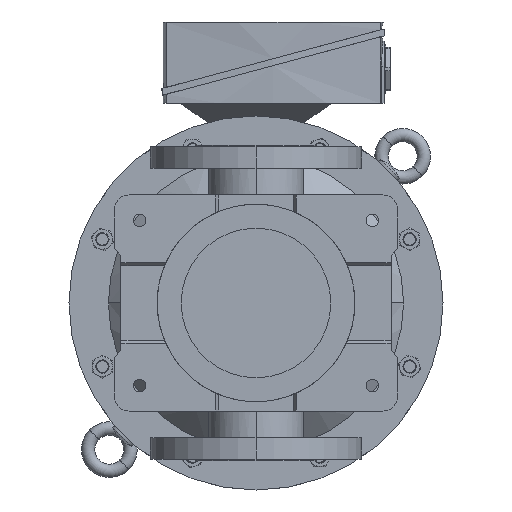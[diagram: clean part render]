
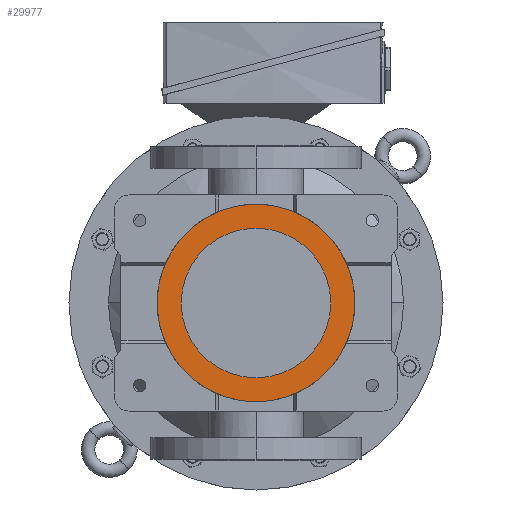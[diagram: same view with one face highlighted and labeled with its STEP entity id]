
A CAD part, front view. The second image highlights one B-rep face of the part: STEP entity #29977.
In plain terms, the highlighted planar face has unit normal (0, -1, 0).
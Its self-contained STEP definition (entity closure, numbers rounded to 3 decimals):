
#37 = EDGE_CURVE ( 'NONE', #13029, #64999, #34232, .T. ) ;
#3587 = VERTEX_POINT ( 'NONE', #24974 ) ;
#4452 = AXIS2_PLACEMENT_3D ( 'NONE', #33982, #65077, #50551 ) ;
#5306 = CIRCLE ( 'NONE', #22943, 90. ) ;
#7558 = ORIENTED_EDGE ( 'NONE', *, *, #17712, .T. ) ;
#11741 = PLANE ( 'NONE',  #12566 ) ;
#12153 = DIRECTION ( 'NONE',  ( -1., 0., 0. ) ) ;
#12341 = EDGE_CURVE ( 'NONE', #3587, #43749, #59740, .T. ) ;
#12566 = AXIS2_PLACEMENT_3D ( 'NONE', #37364, #16594, #26990 ) ;
#13029 = VERTEX_POINT ( 'NONE', #68285 ) ;
#16096 = DIRECTION ( 'NONE',  ( 1., 0., 0. ) ) ;
#16258 = FACE_OUTER_BOUND ( 'NONE', #51555, .T. ) ;
#16594 = DIRECTION ( 'NONE',  ( 0., 1., 0. ) ) ;
#17369 = DIRECTION ( 'NONE',  ( 0., -1., 0. ) ) ;
#17712 = EDGE_CURVE ( 'NONE', #64999, #13029, #27364, .T. ) ;
#18146 = EDGE_CURVE ( 'NONE', #43749, #3587, #5306, .T. ) ;
#18724 = CARTESIAN_POINT ( 'NONE',  ( 0., 37., 0. ) ) ;
#22943 = AXIS2_PLACEMENT_3D ( 'NONE', #62436, #31327, #16096 ) ;
#24414 = AXIS2_PLACEMENT_3D ( 'NONE', #27981, #27313, #65281 ) ;
#24974 = CARTESIAN_POINT ( 'NONE',  ( 90., 37., 0. ) ) ;
#26990 = DIRECTION ( 'NONE',  ( 1., 0., 0. ) ) ;
#27313 = DIRECTION ( 'NONE',  ( 0., -1., 0. ) ) ;
#27364 = CIRCLE ( 'NONE', #48324, 119. ) ;
#27981 = CARTESIAN_POINT ( 'NONE',  ( 0., 37., 0. ) ) ;
#29977 = ADVANCED_FACE ( 'NONE', ( #59438, #16258 ), #11741, .F. ) ;
#31327 = DIRECTION ( 'NONE',  ( 0., -1., 0. ) ) ;
#32011 = ORIENTED_EDGE ( 'NONE', *, *, #18146, .F. ) ;
#33982 = CARTESIAN_POINT ( 'NONE',  ( 0., 37., 0. ) ) ;
#34232 = CIRCLE ( 'NONE', #4452, 119. ) ;
#37364 = CARTESIAN_POINT ( 'NONE',  ( -130.9, 37., 130.9 ) ) ;
#41198 = ORIENTED_EDGE ( 'NONE', *, *, #12341, .F. ) ;
#43749 = VERTEX_POINT ( 'NONE', #64667 ) ;
#46995 = EDGE_LOOP ( 'NONE', ( #41198, #32011 ) ) ;
#48324 = AXIS2_PLACEMENT_3D ( 'NONE', #18724, #17369, #12153 ) ;
#50551 = DIRECTION ( 'NONE',  ( -1., 0., 0. ) ) ;
#51555 = EDGE_LOOP ( 'NONE', ( #53259, #7558 ) ) ;
#53259 = ORIENTED_EDGE ( 'NONE', *, *, #37, .T. ) ;
#56812 = CARTESIAN_POINT ( 'NONE',  ( 119., 37., 0. ) ) ;
#59438 = FACE_BOUND ( 'NONE', #46995, .T. ) ;
#59740 = CIRCLE ( 'NONE', #24414, 90. ) ;
#62436 = CARTESIAN_POINT ( 'NONE',  ( 0., 37., 0. ) ) ;
#64667 = CARTESIAN_POINT ( 'NONE',  ( -90., 37., 0. ) ) ;
#64999 = VERTEX_POINT ( 'NONE', #56812 ) ;
#65077 = DIRECTION ( 'NONE',  ( 0., -1., 0. ) ) ;
#65281 = DIRECTION ( 'NONE',  ( 1., 0., 0. ) ) ;
#68285 = CARTESIAN_POINT ( 'NONE',  ( -119., 37., 0. ) ) ;
